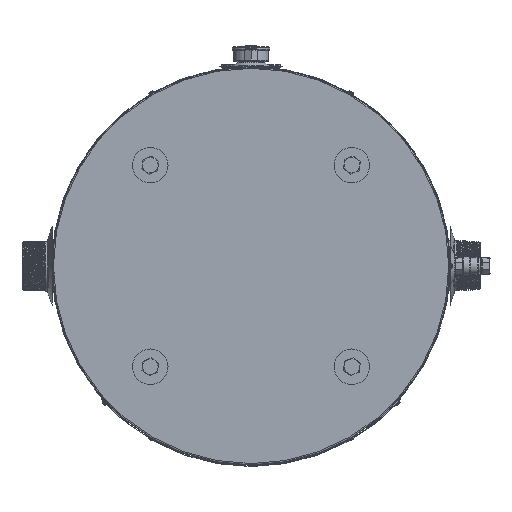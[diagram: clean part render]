
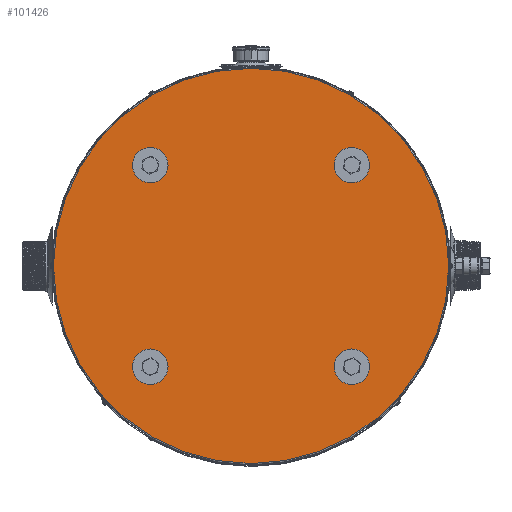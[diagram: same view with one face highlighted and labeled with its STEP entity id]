
A CAD part, front view. The second image highlights one B-rep face of the part: STEP entity #101426.
In plain terms, the highlighted planar face has unit normal (0, -1, 0).
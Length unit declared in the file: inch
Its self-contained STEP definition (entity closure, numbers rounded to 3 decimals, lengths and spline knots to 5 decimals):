
#573 = EDGE_CURVE ( 'NONE', #34517, #34517, #31778, .T. ) ;
#1815 = DIRECTION ( 'NONE',  ( 0., 0., 1. ) ) ;
#1884 = FACE_BOUND ( 'NONE', #134534, .T. ) ;
#2284 = EDGE_CURVE ( 'NONE', #48246, #48246, #44632, .T. ) ;
#8482 = AXIS2_PLACEMENT_3D ( 'NONE', #88407, #55460, #54502 ) ;
#9129 = ORIENTED_EDGE ( 'NONE', *, *, #137855, .T. ) ;
#12374 = FACE_BOUND ( 'NONE', #140522, .T. ) ;
#13118 = ORIENTED_EDGE ( 'NONE', *, *, #573, .T. ) ;
#21782 = VERTEX_POINT ( 'NONE', #88331 ) ;
#22137 = VERTEX_POINT ( 'NONE', #129981 ) ;
#23069 = EDGE_CURVE ( 'NONE', #22137, #22137, #89414, .T. ) ;
#27528 = AXIS2_PLACEMENT_3D ( 'NONE', #57850, #135279, #1815 ) ;
#28421 = CARTESIAN_POINT ( 'NONE',  ( -7.09316, 1.47, 7.09316 ) ) ;
#30443 = ORIENTED_EDGE ( 'NONE', *, *, #90617, .T. ) ;
#30528 = AXIS2_PLACEMENT_3D ( 'NONE', #105801, #125623, #59402 ) ;
#31778 = CIRCLE ( 'NONE', #27528, 1.25 ) ;
#34277 = CARTESIAN_POINT ( 'NONE',  ( -7.09316, 1.47, -5.84316 ) ) ;
#34517 = VERTEX_POINT ( 'NONE', #91382 ) ;
#37473 = CARTESIAN_POINT ( 'NONE',  ( 0., 1.47, 0. ) ) ;
#37949 = DIRECTION ( 'NONE',  ( 0., 0., -1. ) ) ;
#41323 = CARTESIAN_POINT ( 'NONE',  ( -7.09316, 1.47, -7.09316 ) ) ;
#44632 = CIRCLE ( 'NONE', #81477, 1.25 ) ;
#46206 = ORIENTED_EDGE ( 'NONE', *, *, #23069, .T. ) ;
#47185 = EDGE_LOOP ( 'NONE', ( #30443 ) ) ;
#48246 = VERTEX_POINT ( 'NONE', #34277 ) ;
#54502 = DIRECTION ( 'NONE',  ( 0., 0., 1. ) ) ;
#55460 = DIRECTION ( 'NONE',  ( 0., 1., 0. ) ) ;
#55925 = PLANE ( 'NONE',  #8482 ) ;
#57434 = AXIS2_PLACEMENT_3D ( 'NONE', #37473, #58726, #37949 ) ;
#57850 = CARTESIAN_POINT ( 'NONE',  ( 7.09316, 1.47, -7.09316 ) ) ;
#58726 = DIRECTION ( 'NONE',  ( 0., -1., 0. ) ) ;
#59402 = DIRECTION ( 'NONE',  ( 0., 0., 1. ) ) ;
#62733 = DIRECTION ( 'NONE',  ( 0., 0., 1. ) ) ;
#66780 = EDGE_LOOP ( 'NONE', ( #46206 ) ) ;
#77568 = DIRECTION ( 'NONE',  ( 0., 1., 0. ) ) ;
#81477 = AXIS2_PLACEMENT_3D ( 'NONE', #41323, #77568, #110889 ) ;
#88331 = CARTESIAN_POINT ( 'NONE',  ( 7.09316, 1.47, 8.34316 ) ) ;
#88407 = CARTESIAN_POINT ( 'NONE',  ( 0., 1.47, 0. ) ) ;
#89414 = CIRCLE ( 'NONE', #104682, 1.25 ) ;
#90617 = EDGE_CURVE ( 'NONE', #93475, #93475, #135034, .T. ) ;
#91382 = CARTESIAN_POINT ( 'NONE',  ( 7.09316, 1.47, -5.84316 ) ) ;
#93475 = VERTEX_POINT ( 'NONE', #110738 ) ;
#94713 = DIRECTION ( 'NONE',  ( 0., 1., 0. ) ) ;
#101426 = ADVANCED_FACE ( 'NONE', ( #102202, #1884, #104023, #12374, #116081 ), #55925, .F. ) ;
#102202 = FACE_BOUND ( 'NONE', #105391, .T. ) ;
#104023 = FACE_BOUND ( 'NONE', #66780, .T. ) ;
#104682 = AXIS2_PLACEMENT_3D ( 'NONE', #28421, #94713, #62733 ) ;
#105391 = EDGE_LOOP ( 'NONE', ( #111794 ) ) ;
#105801 = CARTESIAN_POINT ( 'NONE',  ( 7.09316, 1.47, 7.09316 ) ) ;
#110738 = CARTESIAN_POINT ( 'NONE',  ( 0., 1.47, -13.905 ) ) ;
#110889 = DIRECTION ( 'NONE',  ( 0., 0., 1. ) ) ;
#111794 = ORIENTED_EDGE ( 'NONE', *, *, #2284, .T. ) ;
#116081 = FACE_OUTER_BOUND ( 'NONE', #47185, .T. ) ;
#125623 = DIRECTION ( 'NONE',  ( 0., 1., 0. ) ) ;
#129981 = CARTESIAN_POINT ( 'NONE',  ( -7.09316, 1.47, 8.34316 ) ) ;
#130980 = CIRCLE ( 'NONE', #30528, 1.25 ) ;
#134534 = EDGE_LOOP ( 'NONE', ( #13118 ) ) ;
#135034 = CIRCLE ( 'NONE', #57434, 13.905 ) ;
#135279 = DIRECTION ( 'NONE',  ( 0., 1., 0. ) ) ;
#137855 = EDGE_CURVE ( 'NONE', #21782, #21782, #130980, .T. ) ;
#140522 = EDGE_LOOP ( 'NONE', ( #9129 ) ) ;
